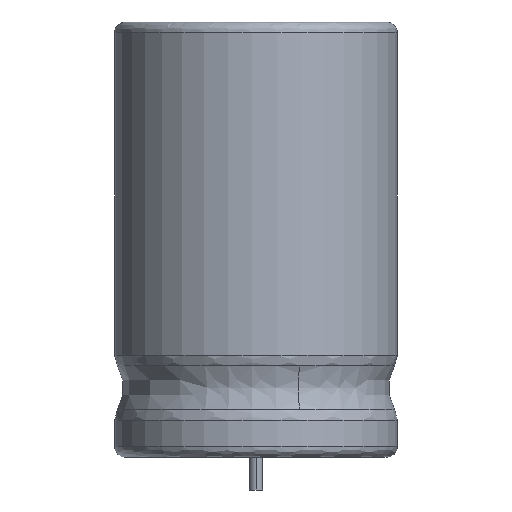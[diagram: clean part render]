
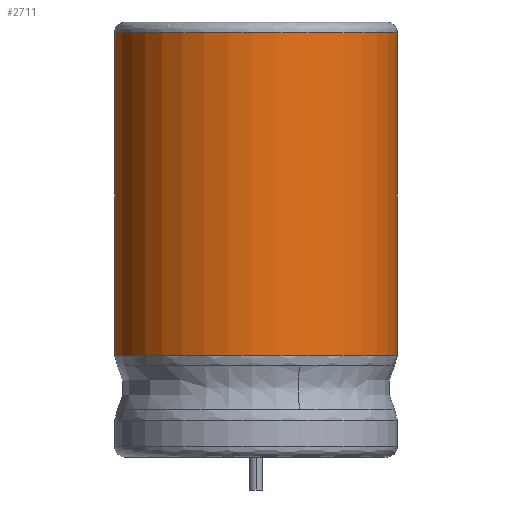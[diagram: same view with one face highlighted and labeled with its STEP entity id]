
A CAD part, left-side view. The second image highlights one B-rep face of the part: STEP entity #2711.
In plain terms, the highlighted cylindrical face has radius 6.5 mm (diameter 13 mm), a partial arc.
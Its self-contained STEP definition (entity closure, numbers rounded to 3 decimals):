
#133 = DIRECTION ( 'NONE',  ( 0., 0., -1. ) ) ;
#216 = DIRECTION ( 'NONE',  ( 0., 0., -1. ) ) ;
#309 = AXIS2_PLACEMENT_3D ( 'NONE', #3827, #133, #1048 ) ;
#342 = DIRECTION ( 'NONE',  ( 1., 0., 0. ) ) ;
#394 = EDGE_CURVE ( 'NONE', #2557, #3771, #3983, .T. ) ;
#407 = CARTESIAN_POINT ( 'NONE',  ( 0., 0., -7.782 ) ) ;
#421 = DIRECTION ( 'NONE',  ( 0., 0., 1. ) ) ;
#492 = VECTOR ( 'NONE', #216, 1000. ) ;
#627 = FACE_OUTER_BOUND ( 'NONE', #3353, .T. ) ;
#812 = ORIENTED_EDGE ( 'NONE', *, *, #394, .T. ) ;
#857 = CARTESIAN_POINT ( 'NONE',  ( 6.108, 2.223, 7.021 ) ) ;
#894 = LINE ( 'NONE', #1751, #492 ) ;
#961 = ORIENTED_EDGE ( 'NONE', *, *, #1397, .F. ) ;
#963 = CARTESIAN_POINT ( 'NONE',  ( 6.108, -2.223, -2.404 ) ) ;
#1048 = DIRECTION ( 'NONE',  ( 1., 0., 0. ) ) ;
#1210 = DIRECTION ( 'NONE',  ( 0., 0., 1. ) ) ;
#1397 = EDGE_CURVE ( 'NONE', #3935, #3771, #3432, .T. ) ;
#1596 = CIRCLE ( 'NONE', #309, 6.5 ) ;
#1751 = CARTESIAN_POINT ( 'NONE',  ( 6.108, 2.223, -2.404 ) ) ;
#1851 = CARTESIAN_POINT ( 'NONE',  ( 0., 0., -0.279 ) ) ;
#2142 = ORIENTED_EDGE ( 'NONE', *, *, #3689, .T. ) ;
#2557 = VERTEX_POINT ( 'NONE', #3776 ) ;
#2649 = ORIENTED_EDGE ( 'NONE', *, *, #2901, .T. ) ;
#2711 = ADVANCED_FACE ( 'NONE', ( #627 ), #3015, .T. ) ;
#2857 = DIRECTION ( 'NONE',  ( 1., 0., 0. ) ) ;
#2901 = EDGE_CURVE ( 'NONE', #3935, #3320, #1596, .T. ) ;
#3015 = CYLINDRICAL_SURFACE ( 'NONE', #3454, 6.5 ) ;
#3093 = VECTOR ( 'NONE', #3695, 1000. ) ;
#3115 = CARTESIAN_POINT ( 'NONE',  ( 6.108, -2.223, -7.782 ) ) ;
#3320 = VERTEX_POINT ( 'NONE', #857 ) ;
#3353 = EDGE_LOOP ( 'NONE', ( #2649, #2142, #812, #961 ) ) ;
#3432 = LINE ( 'NONE', #963, #3093 ) ;
#3454 = AXIS2_PLACEMENT_3D ( 'NONE', #1851, #1210, #342 ) ;
#3462 = CARTESIAN_POINT ( 'NONE',  ( 6.108, -2.223, 7.021 ) ) ;
#3689 = EDGE_CURVE ( 'NONE', #3320, #2557, #894, .T. ) ;
#3695 = DIRECTION ( 'NONE',  ( 0., 0., -1. ) ) ;
#3729 = AXIS2_PLACEMENT_3D ( 'NONE', #407, #421, #2857 ) ;
#3771 = VERTEX_POINT ( 'NONE', #3115 ) ;
#3776 = CARTESIAN_POINT ( 'NONE',  ( 6.108, 2.223, -7.782 ) ) ;
#3827 = CARTESIAN_POINT ( 'NONE',  ( 0., 0., 7.021 ) ) ;
#3935 = VERTEX_POINT ( 'NONE', #3462 ) ;
#3983 = CIRCLE ( 'NONE', #3729, 6.5 ) ;
